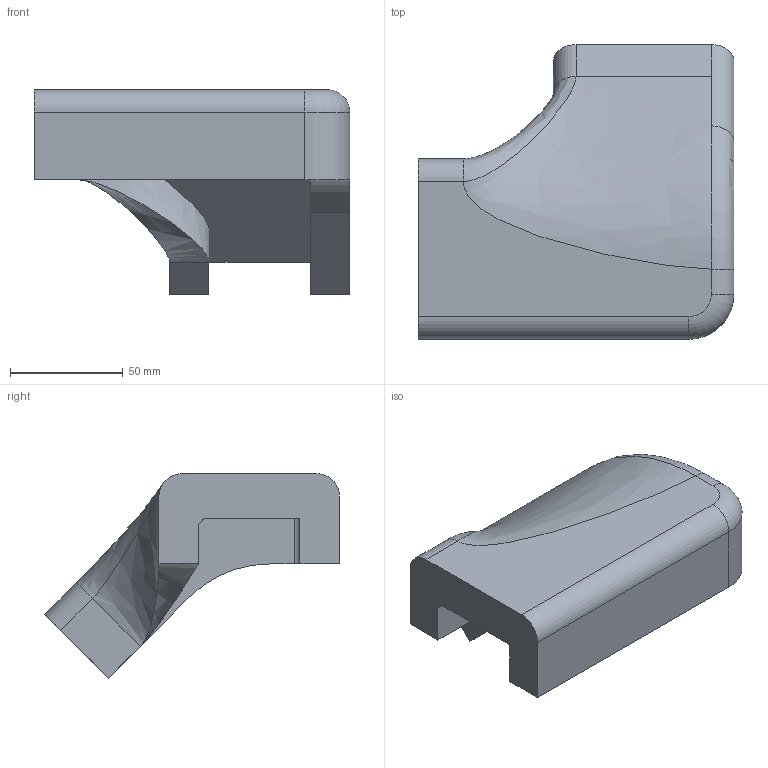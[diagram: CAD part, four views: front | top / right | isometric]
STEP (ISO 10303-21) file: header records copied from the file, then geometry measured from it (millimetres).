
FILE_DESCRIPTION(/* description */ ('Unknown','CAx-IF Rec.Pracs.---Representation and Presentation of Product Manufacturing Information (PMI)---4.0---2014-10-13','CAx-IF Rec.Pracs.---3D Tessellated Geometry---0.4---2014-09-14','2;1'),/* implementation_level */ '2;1');
FILE_NAME(/* name */ 'Ручка перил переходная нижняя',/* time_stamp */ '2024-01-25T17:58:55+03:00',/* author */ ('Unknown'),/* organization */ ('Unknown'),/* preprocessor_version */ 'ST-DEVELOPER v16.7',/* originating_system */ 'Solid Edge',/* authorisation */ 'Unknown');
FILE_SCHEMA (('AP242_MANAGED_MODEL_BASED_3D_ENGINEERING_MIM_LF { 1 0 10303 442 1 1 4 }'));
Length unit declared in the file: millimetre
Products named in the file (1): Ðó÷êà ïåðèë ïåðåõîäíàÿ íèæíÿÿ
Bounding box: 140 x 130.73 x 90.69 mm (x, y, z)
Volume: 437505.7 mm3; surface area: 57952.7 mm2
Topology: 1 solids, 1 shells, 33 faces, 82 edges, 51 vertices
Faces by surface type: plane 18, cylinder 8, bspline 5, torus 2
Entity records: 9488 total; most frequent: CARTESIAN_POINT 8700, ORIENTED_EDGE 164, DIRECTION 149, EDGE_CURVE 82, LINE 55, VECTOR 55, VERTEX_POINT 51, AXIS2_PLACEMENT_3D 47
